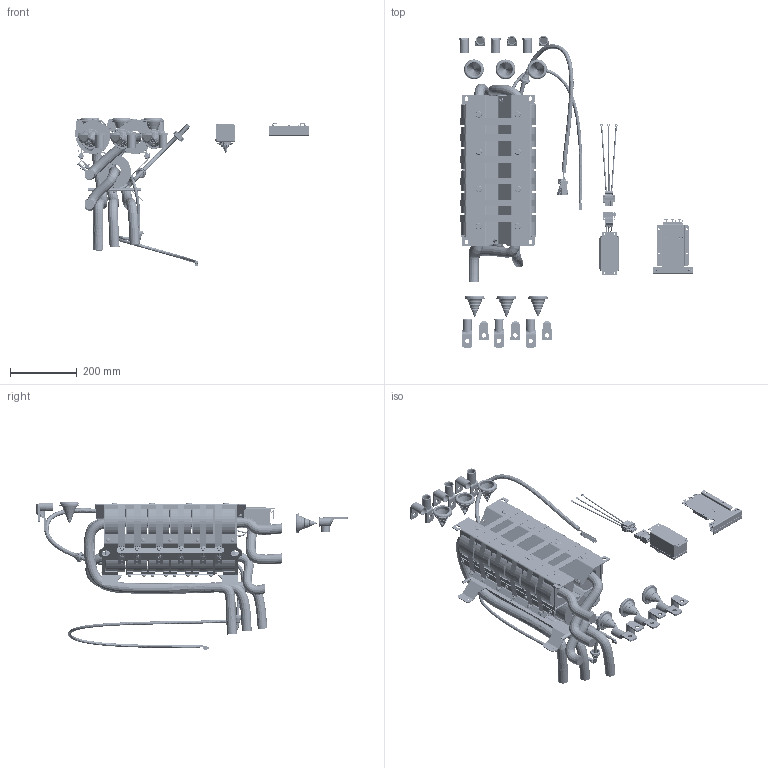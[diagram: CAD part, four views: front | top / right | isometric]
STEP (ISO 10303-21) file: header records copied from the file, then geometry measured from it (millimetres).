
FILE_DESCRIPTION(/* description */ (''),/* implementation_level */ '2;1');
FILE_NAME(/* name */ 'MCAD-OF7U1-M-AF-05-880A-TA-E00-F4.stp',/* time_stamp */ '2025-11-12T12:05:23+02:00',/* author */ (''),/* organization */ (''),/* preprocessor_version */ 'ST-DEVELOPER v20',/* originating_system */ 'SIEMENS PLM Software NX2312.3002',/* authorisation */ '');
FILE_SCHEMA (('AUTOMOTIVE_DESIGN { 1 0 10303 214 3 1 1 1 }'));
Products named in the file (48): 141U5970; 70CPE05327; 141U5200; PP20555; 70CTC1105714; 70CPE12126; 181B1640; KALEI-M8; 70CPE11742_ALT1; 70CPE11528; 141U4657; SO-M4-6; MC00068_ALT1; 172K0511_ALT1; 172K0511; MC00109; 172F7518; 172F2941; 172K0513; 172K0514; 172K0512; cable_loose_dudt_880_W_reference; cable_loose_dudt_880_V_reference; cable_loose_dudt_880_U_reference; MC00708; 70CWC0500006; 172K0504; 70CTC1110678; 70CTC1110677; 70CMC00232; 172Z1467; 70CTC1110368; 172F5480; MC00068; 141L3005; 70CVB02148; 70CTC1112514; 139Z3401; 70CMR00164; 172Z1514 ...
Assembly tree (155 placements, depth 4):
  DPD02277
    172F8317_NX-ARRAGMNTC
      70CMC00232  x21
      70CTC1110677
      70CTC1110678
      139Z8157_MODEL
        KALEI-M8  x2
      172K0504  x18
      70CWC0500006
      MC00708  x12
      cable_loose_dudt_880_U_reference
      cable_loose_dudt_880_V_reference
      cable_loose_dudt_880_W_reference
      172K0512  x4
      172K0509_ALT7_MODEL
        181B1640
        70CPE12126
        70CTC1105714
      172K0514  x8
      172K0513  x6
      172F2941
      172F7518  x6
      MC00109  x6
      172K0511  x5
      172K0511_ALT1
      MC00068
      172Z0966_ALT1_MODEL
        PP20555
        141U5200  x2
        70CPE05327
        141U5970
        181B1640
      MC00068_ALT1
    172Z1514  x6
    70CMR00164  x6
    139Z7626_MODEL
      SO-M4-6  x3
    139Z3401  x2
    70CTC1112514
    70CVB02148
    141L3005  x6
    MC00068  x2
    172F5480
    70CTC1110368  x2
    172F3033_MODEL
      141U4657  x3
      70CPE11528
    70CPE11742_MODELNX-ARRAGMNTALT1
      70CPE11742_ALT1
    172Z1467  x6
Bounding box: 701.77 x 937.67 x 443.59 mm (x, y, z)
Volume: 11703941 mm3; surface area: 2817150.3 mm2
Topology: 193 solids, 194 shells, 8125 faces, 21303 edges, 13817 vertices
Faces by surface type: plane 4208, cylinder 2796, torus 467, cone 342, bspline 230, extrusion 50, revolution 32
Full cylindrical faces by diameter (mm): 0.1 x1, 0.3 x1, 1 x15, 1.3 x2, 1.6 x2, 1.8 x3, 2 x8, 2.9 x2, 3 x170, 3.2 x1, 3.242 x3, 3.3 x5, 3.4 x3, 3.725 x3, 4 x22, 4.1 x2, 4.2 x14, 4.3 x3, 4.5 x32, 4.8 x2, 5 x24, 5.1 x3, 5.2 x6, 5.4 x21, 5.5 x2, 6 x28, 6.408 x3, 6.5 x6, 6.764 x6, 6.8 x2
Entity records: 196516 total; most frequent: CARTESIAN_POINT 58671, ORIENTED_EDGE 25950, DIRECTION 25760, EDGE_CURVE 12975, VECTOR 9010, LINE 8960, VERTEX_POINT 8658, AXIS2_PLACEMENT_3D 8359
